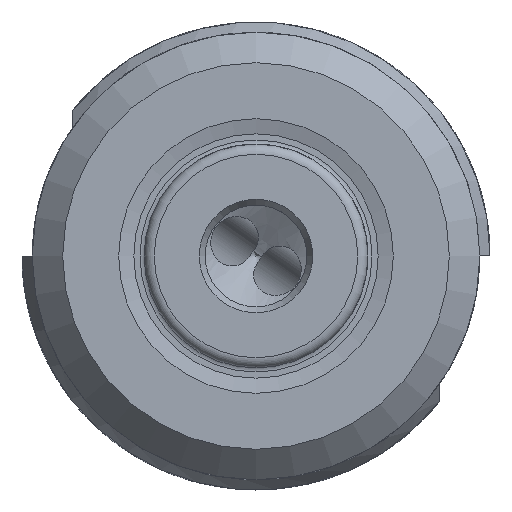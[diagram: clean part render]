
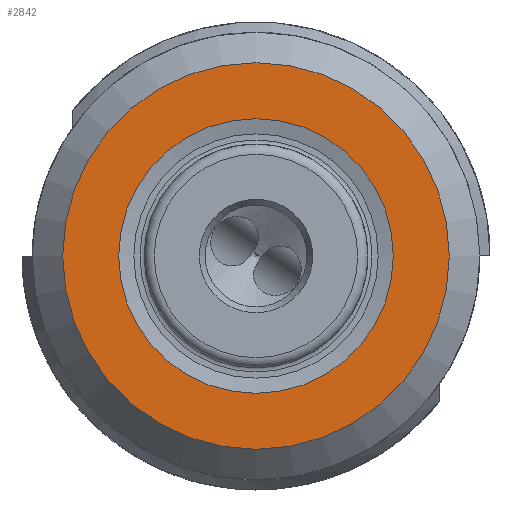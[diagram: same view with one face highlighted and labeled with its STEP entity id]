
A CAD part, left-side view. The second image highlights one B-rep face of the part: STEP entity #2842.
In plain terms, the highlighted planar face has unit normal (-1, 0, 0).
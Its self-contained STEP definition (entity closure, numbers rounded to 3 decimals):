
#71=FACE_BOUND('',#459,.T.);
#304=FACE_OUTER_BOUND('',#458,.T.);
#458=EDGE_LOOP('',(#2323));
#459=EDGE_LOOP('',(#2324));
#1008=CIRCLE('',#3180,6.75);
#1009=CIRCLE('',#3182,9.5);
#1272=VERTEX_POINT('',#4962);
#1273=VERTEX_POINT('',#4966);
#1669=EDGE_CURVE('',#1272,#1272,#1008,.T.);
#1670=EDGE_CURVE('',#1273,#1273,#1009,.T.);
#2323=ORIENTED_EDGE('',*,*,#1670,.F.);
#2324=ORIENTED_EDGE('',*,*,#1669,.T.);
#2725=PLANE('',#3181);
#2842=ADVANCED_FACE('',(#304,#71),#2725,.T.);
#3180=AXIS2_PLACEMENT_3D('',#4964,#3956,#3957);
#3181=AXIS2_PLACEMENT_3D('',#4965,#3958,#3959);
#3182=AXIS2_PLACEMENT_3D('',#4967,#3960,#3961);
#3956=DIRECTION('center_axis',(1.,0.,0.));
#3957=DIRECTION('ref_axis',(0.,0.,-1.));
#3958=DIRECTION('center_axis',(-1.,0.,0.));
#3959=DIRECTION('ref_axis',(0.,0.,1.));
#3960=DIRECTION('center_axis',(1.,0.,0.));
#3961=DIRECTION('ref_axis',(0.,-1.,0.));
#4962=CARTESIAN_POINT('',(0.,-6.75,0.));
#4964=CARTESIAN_POINT('Origin',(0.,0.,0.));
#4965=CARTESIAN_POINT('Origin',(0.,11.,0.));
#4966=CARTESIAN_POINT('',(0.,9.5,0.));
#4967=CARTESIAN_POINT('Origin',(0.,0.,0.));
